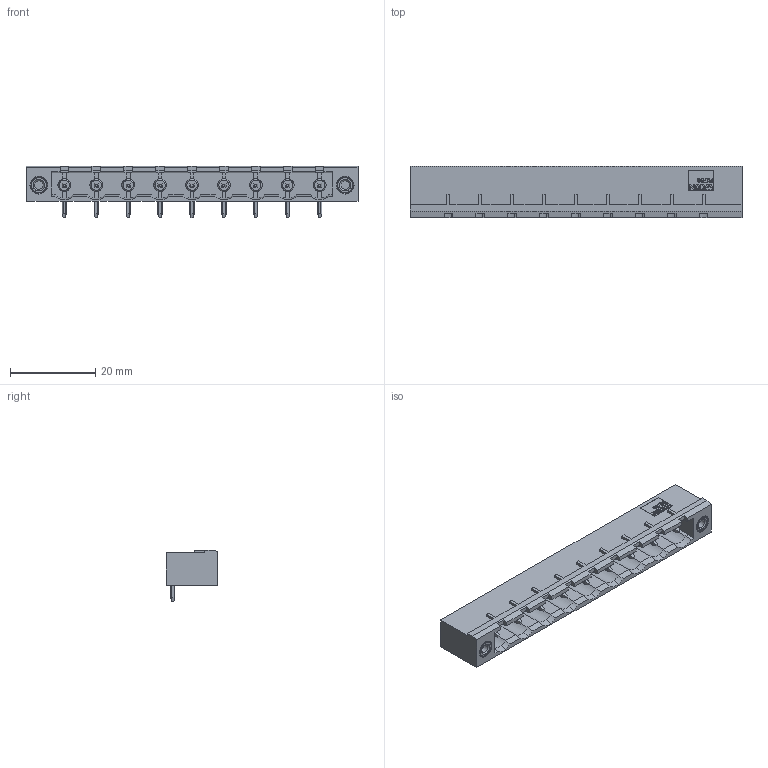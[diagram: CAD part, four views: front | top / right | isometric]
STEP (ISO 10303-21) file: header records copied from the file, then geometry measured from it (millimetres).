
FILE_DESCRIPTION( ('This file contains a STEP AP42 implementation' ,'as created by ZW3D STEP Interface translator.') ,'2;1' );
FILE_NAME( 'PM750-1R09ASM2.stp' ,'231128.161612', (''), ('ZWCAD Software Co.'), 'Version 1.0', 'ZW3D to STEP translator', '' );
FILE_SCHEMA(('AUTOMOTIVE_DESIGN { 1 0 10303 214 1 1 1 1 }'));
Length unit declared in the file: millimetre
Products named in the file (2): 0; PM750-1R09ASM2
Bounding box: 78 x 12 x 12.2 mm (x, y, z)
Volume: 3290.5 mm3; surface area: 6069.7 mm2
Topology: 1 solids, 1 shells, 1171 faces, 3754 edges, 2471 vertices
Faces by surface type: plane 922, cylinder 188, bspline 37, cone 15, torus 9
Full cylindrical faces by diameter (mm): 0.562 x1, 1.2 x1, 2.05 x2, 3.2 x2, 3.5 x2, 3.55 x4, 3.75 x2
Entity records: 44130 total; most frequent: CARTESIAN_POINT 10047, ORIENTED_EDGE 7508, DIRECTION 6251, EDGE_CURVE 3754, VECTOR 2701, LINE 2701, VERTEX_POINT 2471, AXIS2_PLACEMENT_3D 1775
